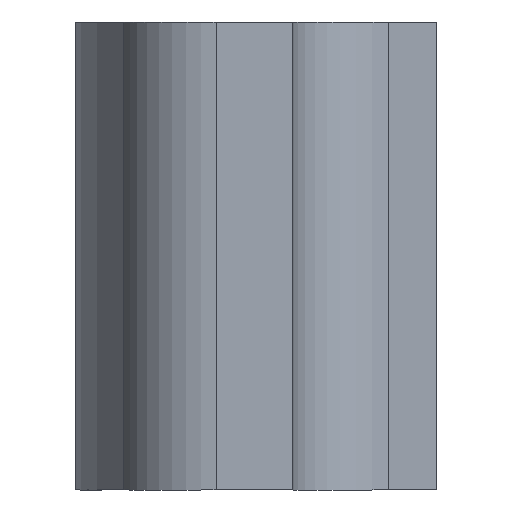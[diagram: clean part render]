
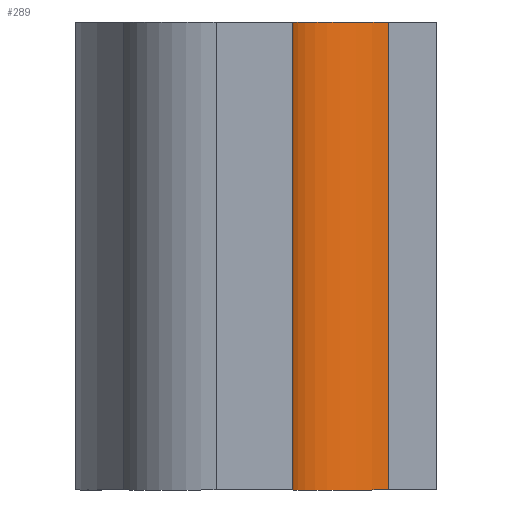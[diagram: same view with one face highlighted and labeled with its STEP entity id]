
A CAD part, left-side view. The second image highlights one B-rep face of the part: STEP entity #289.
In plain terms, the highlighted cylindrical face has radius 10.16 mm (diameter 20.32 mm), a partial arc.
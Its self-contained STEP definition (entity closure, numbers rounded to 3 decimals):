
#25=FACE_OUTER_BOUND('',#41,.T.);
#41=EDGE_LOOP('',(#199,#200,#201,#202));
#57=LINE('',#450,#87);
#58=LINE('',#453,#88);
#87=VECTOR('',#362,10.);
#88=VECTOR('',#365,10.);
#117=CIRCLE('',#329,10.16);
#118=CIRCLE('',#330,10.16);
#129=VERTEX_POINT('',#446);
#130=VERTEX_POINT('',#447);
#131=VERTEX_POINT('',#449);
#132=VERTEX_POINT('',#451);
#157=EDGE_CURVE('',#129,#130,#117,.T.);
#158=EDGE_CURVE('',#129,#131,#57,.T.);
#159=EDGE_CURVE('',#132,#131,#118,.T.);
#160=EDGE_CURVE('',#130,#132,#58,.T.);
#199=ORIENTED_EDGE('',*,*,#157,.F.);
#200=ORIENTED_EDGE('',*,*,#158,.T.);
#201=ORIENTED_EDGE('',*,*,#159,.F.);
#202=ORIENTED_EDGE('',*,*,#160,.F.);
#283=CYLINDRICAL_SURFACE('',#328,10.16);
#289=ADVANCED_FACE('',(#25),#283,.F.);
#328=AXIS2_PLACEMENT_3D('',#445,#358,#359);
#329=AXIS2_PLACEMENT_3D('',#448,#360,#361);
#330=AXIS2_PLACEMENT_3D('',#452,#363,#364);
#358=DIRECTION('center_axis',(0.,0.,-1.));
#359=DIRECTION('ref_axis',(0.,1.,0.));
#360=DIRECTION('center_axis',(0.,0.,1.));
#361=DIRECTION('ref_axis',(0.,1.,0.));
#362=DIRECTION('',(0.,0.,1.));
#363=DIRECTION('center_axis',(0.,0.,-1.));
#364=DIRECTION('ref_axis',(0.,1.,0.));
#365=DIRECTION('',(0.,0.,1.));
#445=CARTESIAN_POINT('Origin',(-730.31,-33.02,0.));
#446=CARTESIAN_POINT('',(-720.15,-33.02,-24.638));
#447=CARTESIAN_POINT('',(-730.31,-22.86,-24.638));
#448=CARTESIAN_POINT('Origin',(-730.31,-33.02,-24.638));
#449=CARTESIAN_POINT('',(-720.15,-33.02,24.638));
#450=CARTESIAN_POINT('',(-720.15,-33.02,0.));
#451=CARTESIAN_POINT('',(-730.31,-22.86,24.638));
#452=CARTESIAN_POINT('Origin',(-730.31,-33.02,24.638));
#453=CARTESIAN_POINT('',(-730.31,-22.86,0.));
